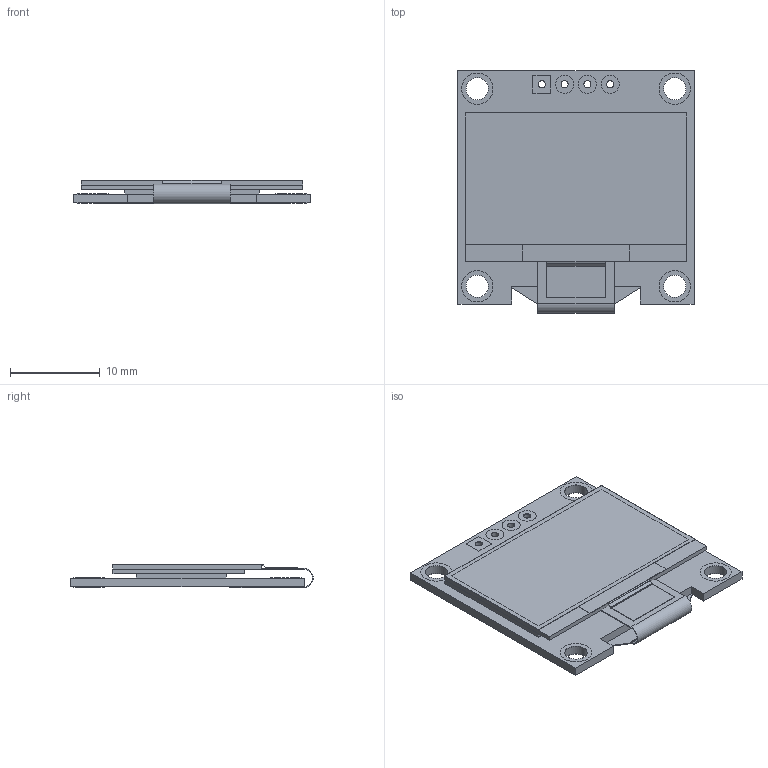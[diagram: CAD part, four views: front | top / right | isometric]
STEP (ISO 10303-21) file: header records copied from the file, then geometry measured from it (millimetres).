
FILE_DESCRIPTION(('FreeCAD Model'),'2;1');
FILE_NAME('Open CASCADE Shape Model','2023-09-17T21:55:55',(''),(''), 'Open CASCADE STEP processor 7.6','FreeCAD','Unknown');
FILE_SCHEMA(('AUTOMOTIVE_DESIGN { 1 0 10303 214 1 1 1 1 }'));
Length unit declared in the file: millimetre
Products named in the file (11): Display_OLED_0_96_128x64; Body - PCB; Body - Back Panel; Body - Adhesive Pad; Body - Front Panel; Body - Flex Connector Bend; Body - Flex Connector Terminals; Body - Black Tape; Body - Protective Foil; Body - Screen Border; Extrude - Annular Rings
Assembly tree (10 placements, depth 2):
  Display_OLED_0_96_128x64
    Body - PCB
    Body - Back Panel
    Body - Adhesive Pad
    Body - Front Panel
    Body - Flex Connector Bend
    Body - Flex Connector Terminals
    Body - Black Tape
    Body - Protective Foil
    Body - Screen Border
    Extrude - Annular Rings
Bounding box: 26.3 x 27 x 2.65 mm (x, y, z)
Volume: 1171.9 mm3; surface area: 4943.6 mm2
Topology: 17 solids, 17 shells, 135 faces, 279 edges, 178 vertices
Faces by surface type: plane 106, cylinder 29
Full cylindrical faces by diameter (mm): 0.8 x8, 2 x3, 2.5 x8, 3.5 x4
Entity records: 3921 total; most frequent: DIRECTION 629, CARTESIAN_POINT 603, ORIENTED_EDGE 558, EDGE_CURVE 279, LINE 221, VECTOR 221, AXIS2_PLACEMENT_3D 204, VERTEX_POINT 178
